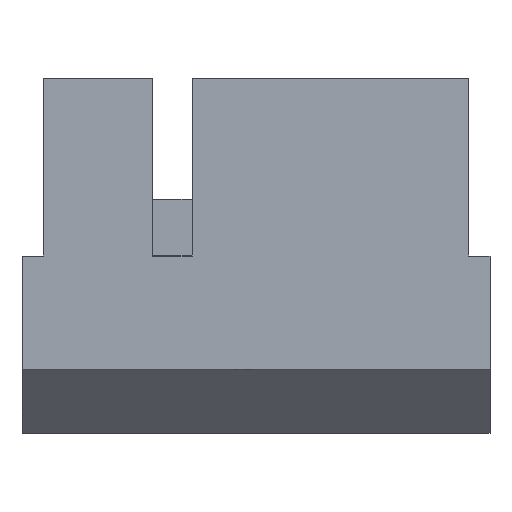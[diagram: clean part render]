
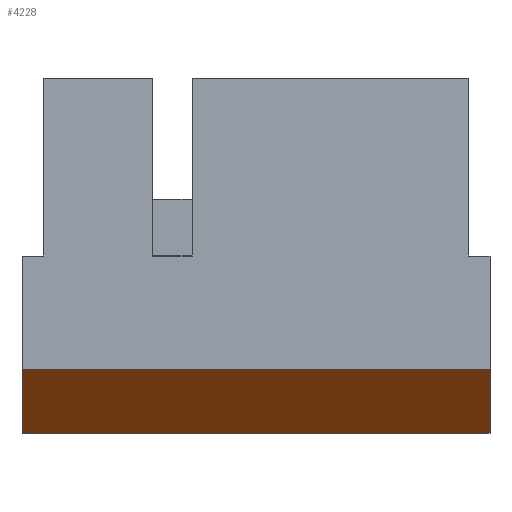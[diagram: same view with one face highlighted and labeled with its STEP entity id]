
A CAD part, front view. The second image highlights one B-rep face of the part: STEP entity #4228.
In plain terms, the highlighted planar face has unit normal (0, -0.707, -0.707).
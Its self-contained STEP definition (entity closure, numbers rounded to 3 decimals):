
#1672 = PLANE('',#1673);
#1673 = AXIS2_PLACEMENT_3D('',#1674,#1675,#1676);
#1674 = CARTESIAN_POINT('',(16.5,-16.5,0.));
#1675 = DIRECTION('',(0.,1.,-0.));
#1676 = DIRECTION('',(-1.,0.,0.));
#2333 = PLANE('',#2334);
#2334 = AXIS2_PLACEMENT_3D('',#2335,#2336,#2337);
#2335 = CARTESIAN_POINT('',(0.,0.,0.));
#2336 = DIRECTION('',(0.,0.,1.));
#2337 = DIRECTION('',(0.,1.,0.));
#2950 = EDGE_CURVE('',#2951,#2953,#2955,.T.);
#2951 = VERTEX_POINT('',#2952);
#2952 = CARTESIAN_POINT('',(16.5,-16.5,4.5));
#2953 = VERTEX_POINT('',#2954);
#2954 = CARTESIAN_POINT('',(-16.5,-16.5,4.5));
#2955 = SURFACE_CURVE('',#2956,(#2960,#2967),.PCURVE_S1.);
#2956 = LINE('',#2957,#2958);
#2957 = CARTESIAN_POINT('',(0.,-16.5,4.5));
#2958 = VECTOR('',#2959,1.);
#2959 = DIRECTION('',(-1.,0.,0.));
#2960 = PCURVE('',#1672,#2961);
#2961 = DEFINITIONAL_REPRESENTATION('',(#2962),#2966);
#2962 = LINE('',#2963,#2964);
#2963 = CARTESIAN_POINT('',(16.5,4.5));
#2964 = VECTOR('',#2965,1.);
#2965 = DIRECTION('',(1.,0.));
#2966 = ( GEOMETRIC_REPRESENTATION_CONTEXT(2) 
PARAMETRIC_REPRESENTATION_CONTEXT() REPRESENTATION_CONTEXT('2D SPACE',''
  ) );
#2967 = PCURVE('',#2968,#2973);
#2968 = PLANE('',#2969);
#2969 = AXIS2_PLACEMENT_3D('',#2970,#2971,#2972);
#2970 = CARTESIAN_POINT('',(23.1,-12.,0.));
#2971 = DIRECTION('',(0.,0.707,0.707));
#2972 = DIRECTION('',(-1.,0.,0.));
#2973 = DEFINITIONAL_REPRESENTATION('',(#2974),#2978);
#2974 = LINE('',#2975,#2976);
#2975 = CARTESIAN_POINT('',(23.1,6.364));
#2976 = VECTOR('',#2977,1.);
#2977 = DIRECTION('',(1.,0.));
#2978 = ( GEOMETRIC_REPRESENTATION_CONTEXT(2) 
PARAMETRIC_REPRESENTATION_CONTEXT() REPRESENTATION_CONTEXT('2D SPACE',''
  ) );
#2996 = PLANE('',#2997);
#2997 = AXIS2_PLACEMENT_3D('',#2998,#2999,#3000);
#2998 = CARTESIAN_POINT('',(16.5,16.5,0.));
#2999 = DIRECTION('',(-1.,0.,0.));
#3000 = DIRECTION('',(-0.,-1.,-0.));
#3235 = PLANE('',#3236);
#3236 = AXIS2_PLACEMENT_3D('',#3237,#3238,#3239);
#3237 = CARTESIAN_POINT('',(-16.5,-16.5,0.));
#3238 = DIRECTION('',(1.,0.,0.));
#3239 = DIRECTION('',(-0.,1.,0.));
#4036 = EDGE_CURVE('',#2951,#4037,#4039,.T.);
#4037 = VERTEX_POINT('',#4038);
#4038 = CARTESIAN_POINT('',(16.5,-12.,0.));
#4039 = SURFACE_CURVE('',#4040,(#4044,#4051),.PCURVE_S1.);
#4040 = LINE('',#4041,#4042);
#4041 = CARTESIAN_POINT('',(16.5,-14.25,2.25));
#4042 = VECTOR('',#4043,1.);
#4043 = DIRECTION('',(0.,0.707,-0.707));
#4044 = PCURVE('',#2996,#4045);
#4045 = DEFINITIONAL_REPRESENTATION('',(#4046),#4050);
#4046 = LINE('',#4047,#4048);
#4047 = CARTESIAN_POINT('',(30.75,2.25));
#4048 = VECTOR('',#4049,1.);
#4049 = DIRECTION('',(-0.707,-0.707));
#4050 = ( GEOMETRIC_REPRESENTATION_CONTEXT(2) 
PARAMETRIC_REPRESENTATION_CONTEXT() REPRESENTATION_CONTEXT('2D SPACE',''
  ) );
#4051 = PCURVE('',#2968,#4052);
#4052 = DEFINITIONAL_REPRESENTATION('',(#4053),#4057);
#4053 = LINE('',#4054,#4055);
#4054 = CARTESIAN_POINT('',(6.6,3.182));
#4055 = VECTOR('',#4056,1.);
#4056 = DIRECTION('',(0.,-1.));
#4057 = ( GEOMETRIC_REPRESENTATION_CONTEXT(2) 
PARAMETRIC_REPRESENTATION_CONTEXT() REPRESENTATION_CONTEXT('2D SPACE',''
  ) );
#4228 = ADVANCED_FACE('',(#4229),#2968,.F.);
#4229 = FACE_BOUND('',#4230,.T.);
#4230 = EDGE_LOOP('',(#4231,#4232,#4255,#4276));
#4231 = ORIENTED_EDGE('',*,*,#2950,.T.);
#4232 = ORIENTED_EDGE('',*,*,#4233,.F.);
#4233 = EDGE_CURVE('',#4234,#2953,#4236,.T.);
#4234 = VERTEX_POINT('',#4235);
#4235 = CARTESIAN_POINT('',(-16.5,-12.,0.));
#4236 = SURFACE_CURVE('',#4237,(#4241,#4248),.PCURVE_S1.);
#4237 = LINE('',#4238,#4239);
#4238 = CARTESIAN_POINT('',(-16.5,-14.25,2.25));
#4239 = VECTOR('',#4240,1.);
#4240 = DIRECTION('',(0.,-0.707,0.707));
#4241 = PCURVE('',#2968,#4242);
#4242 = DEFINITIONAL_REPRESENTATION('',(#4243),#4247);
#4243 = LINE('',#4244,#4245);
#4244 = CARTESIAN_POINT('',(39.6,3.182));
#4245 = VECTOR('',#4246,1.);
#4246 = DIRECTION('',(0.,1.));
#4247 = ( GEOMETRIC_REPRESENTATION_CONTEXT(2) 
PARAMETRIC_REPRESENTATION_CONTEXT() REPRESENTATION_CONTEXT('2D SPACE',''
  ) );
#4248 = PCURVE('',#3235,#4249);
#4249 = DEFINITIONAL_REPRESENTATION('',(#4250),#4254);
#4250 = LINE('',#4251,#4252);
#4251 = CARTESIAN_POINT('',(2.25,2.25));
#4252 = VECTOR('',#4253,1.);
#4253 = DIRECTION('',(-0.707,0.707));
#4254 = ( GEOMETRIC_REPRESENTATION_CONTEXT(2) 
PARAMETRIC_REPRESENTATION_CONTEXT() REPRESENTATION_CONTEXT('2D SPACE',''
  ) );
#4255 = ORIENTED_EDGE('',*,*,#4256,.F.);
#4256 = EDGE_CURVE('',#4037,#4234,#4257,.T.);
#4257 = SURFACE_CURVE('',#4258,(#4262,#4269),.PCURVE_S1.);
#4258 = LINE('',#4259,#4260);
#4259 = CARTESIAN_POINT('',(0.,-12.,0.));
#4260 = VECTOR('',#4261,1.);
#4261 = DIRECTION('',(-1.,0.,0.));
#4262 = PCURVE('',#2968,#4263);
#4263 = DEFINITIONAL_REPRESENTATION('',(#4264),#4268);
#4264 = LINE('',#4265,#4266);
#4265 = CARTESIAN_POINT('',(23.1,0.));
#4266 = VECTOR('',#4267,1.);
#4267 = DIRECTION('',(1.,0.));
#4268 = ( GEOMETRIC_REPRESENTATION_CONTEXT(2) 
PARAMETRIC_REPRESENTATION_CONTEXT() REPRESENTATION_CONTEXT('2D SPACE',''
  ) );
#4269 = PCURVE('',#2333,#4270);
#4270 = DEFINITIONAL_REPRESENTATION('',(#4271),#4275);
#4271 = LINE('',#4272,#4273);
#4272 = CARTESIAN_POINT('',(-12.,0.));
#4273 = VECTOR('',#4274,1.);
#4274 = DIRECTION('',(0.,1.));
#4275 = ( GEOMETRIC_REPRESENTATION_CONTEXT(2) 
PARAMETRIC_REPRESENTATION_CONTEXT() REPRESENTATION_CONTEXT('2D SPACE',''
  ) );
#4276 = ORIENTED_EDGE('',*,*,#4036,.F.);
